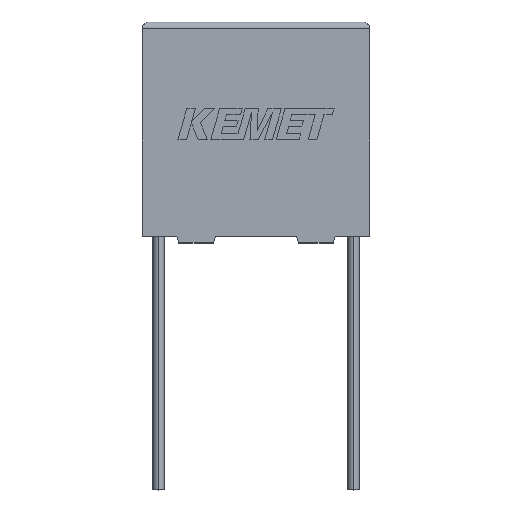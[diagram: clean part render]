
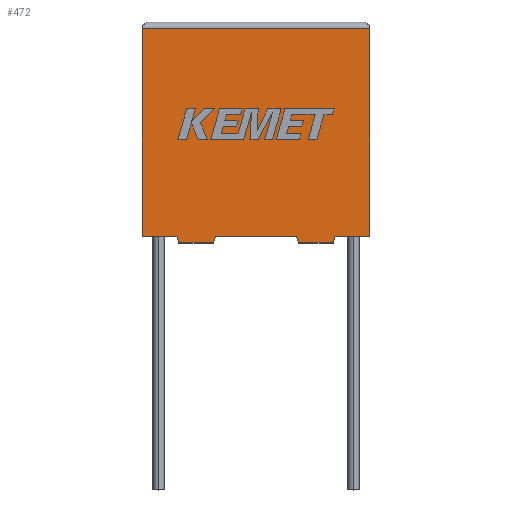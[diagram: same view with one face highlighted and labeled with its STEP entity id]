
A CAD part, top view. The second image highlights one B-rep face of the part: STEP entity #472.
In plain terms, the highlighted planar face has unit normal (0, 0, 1).
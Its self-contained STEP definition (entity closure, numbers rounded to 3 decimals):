
#30 = ORIENTED_EDGE ( 'NONE', *, *, #2275, .T. ) ;
#49 = VECTOR ( 'NONE', #1111, 1000. ) ;
#80 = CARTESIAN_POINT ( 'NONE',  ( 17.5, 16., 9. ) ) ;
#104 = ORIENTED_EDGE ( 'NONE', *, *, #2685, .T. ) ;
#128 = CARTESIAN_POINT ( 'NONE',  ( 5.478, -0.5, 9. ) ) ;
#150 = CARTESIAN_POINT ( 'NONE',  ( 2.8, -0.5, 9. ) ) ;
#194 = LINE ( 'NONE', #2189, #720 ) ;
#215 = DIRECTION ( 'NONE',  ( -1., 0., 0. ) ) ;
#218 = LINE ( 'NONE', #2688, #423 ) ;
#276 = LINE ( 'NONE', #150, #2735 ) ;
#311 = FACE_OUTER_BOUND ( 'NONE', #2847, .T. ) ;
#328 = EDGE_CURVE ( 'NONE', #1521, #3015, #276, .T. ) ;
#340 = VERTEX_POINT ( 'NONE', #2150 ) ;
#374 = EDGE_CURVE ( 'NONE', #510, #898, #587, .T. ) ;
#423 = VECTOR ( 'NONE', #1209, 1000. ) ;
#472 = ADVANCED_FACE ( 'NONE', ( #311 ), #3195, .F. ) ;
#474 = VERTEX_POINT ( 'NONE', #3244 ) ;
#510 = VERTEX_POINT ( 'NONE', #1516 ) ;
#526 = CARTESIAN_POINT ( 'NONE',  ( 0., 0., 9. ) ) ;
#542 = CARTESIAN_POINT ( 'NONE',  ( 0., 16., 9. ) ) ;
#570 = ORIENTED_EDGE ( 'NONE', *, *, #910, .T. ) ;
#587 = LINE ( 'NONE', #2411, #759 ) ;
#634 = EDGE_CURVE ( 'NONE', #3015, #340, #2769, .T. ) ;
#704 = VERTEX_POINT ( 'NONE', #80 ) ;
#720 = VECTOR ( 'NONE', #2652, 1000. ) ;
#759 = VECTOR ( 'NONE', #2133, 1000. ) ;
#895 = VECTOR ( 'NONE', #1546, 1000. ) ;
#898 = VERTEX_POINT ( 'NONE', #1200 ) ;
#910 = EDGE_CURVE ( 'NONE', #340, #1602, #2630, .T. ) ;
#1004 = CARTESIAN_POINT ( 'NONE',  ( 5.478, -0.5, 9. ) ) ;
#1081 = DIRECTION ( 'NONE',  ( 1., 0., 0. ) ) ;
#1111 = DIRECTION ( 'NONE',  ( 0., 1., 0. ) ) ;
#1200 = CARTESIAN_POINT ( 'NONE',  ( 14.7, -0.5, 9. ) ) ;
#1209 = DIRECTION ( 'NONE',  ( -1., 0., 0. ) ) ;
#1224 = ORIENTED_EDGE ( 'NONE', *, *, #634, .T. ) ;
#1249 = CARTESIAN_POINT ( 'NONE',  ( 12.023, -0.5, 9. ) ) ;
#1314 = LINE ( 'NONE', #2838, #2404 ) ;
#1330 = VECTOR ( 'NONE', #2781, 1000. ) ;
#1346 = DIRECTION ( 'NONE',  ( 1., 0., 0. ) ) ;
#1368 = ORIENTED_EDGE ( 'NONE', *, *, #2565, .F. ) ;
#1400 = ORIENTED_EDGE ( 'NONE', *, *, #1695, .T. ) ;
#1466 = ORIENTED_EDGE ( 'NONE', *, *, #2413, .T. ) ;
#1489 = LINE ( 'NONE', #3116, #49 ) ;
#1516 = CARTESIAN_POINT ( 'NONE',  ( 14.85, 0., 9. ) ) ;
#1521 = VERTEX_POINT ( 'NONE', #3145 ) ;
#1546 = DIRECTION ( 'NONE',  ( 0.287, -0.958, 0. ) ) ;
#1602 = VERTEX_POINT ( 'NONE', #2073 ) ;
#1657 = VECTOR ( 'NONE', #1081, 1000. ) ;
#1691 = CARTESIAN_POINT ( 'NONE',  ( 0., 0., 9. ) ) ;
#1695 = EDGE_CURVE ( 'NONE', #2770, #2220, #194, .T. ) ;
#1737 = CARTESIAN_POINT ( 'NONE',  ( 0., 16., 9. ) ) ;
#1769 = ORIENTED_EDGE ( 'NONE', *, *, #328, .T. ) ;
#1803 = DIRECTION ( 'NONE',  ( 1., 0., 0. ) ) ;
#1812 = LINE ( 'NONE', #1249, #1330 ) ;
#1875 = DIRECTION ( 'NONE',  ( 1., 0., 0. ) ) ;
#1880 = CARTESIAN_POINT ( 'NONE',  ( 12.023, -0.5, 9. ) ) ;
#1964 = ORIENTED_EDGE ( 'NONE', *, *, #3247, .F. ) ;
#2040 = LINE ( 'NONE', #1737, #2729 ) ;
#2073 = CARTESIAN_POINT ( 'NONE',  ( 11.873, 0., 9. ) ) ;
#2086 = VERTEX_POINT ( 'NONE', #1880 ) ;
#2133 = DIRECTION ( 'NONE',  ( -0.287, -0.958, 0. ) ) ;
#2135 = ORIENTED_EDGE ( 'NONE', *, *, #2830, .T. ) ;
#2150 = CARTESIAN_POINT ( 'NONE',  ( 5.628, 0., 9. ) ) ;
#2189 = CARTESIAN_POINT ( 'NONE',  ( 0., 0., 9. ) ) ;
#2220 = VERTEX_POINT ( 'NONE', #1691 ) ;
#2247 = DIRECTION ( 'NONE',  ( 0.287, 0.958, 0. ) ) ;
#2275 = EDGE_CURVE ( 'NONE', #2220, #2828, #2379, .T. ) ;
#2310 = LINE ( 'NONE', #2758, #895 ) ;
#2368 = CARTESIAN_POINT ( 'NONE',  ( 0., 0., 9. ) ) ;
#2379 = LINE ( 'NONE', #2368, #1657 ) ;
#2391 = EDGE_CURVE ( 'NONE', #474, #704, #1489, .T. ) ;
#2404 = VECTOR ( 'NONE', #1346, 1000. ) ;
#2411 = CARTESIAN_POINT ( 'NONE',  ( 14.85, 0., 9. ) ) ;
#2413 = EDGE_CURVE ( 'NONE', #510, #474, #1314, .T. ) ;
#2506 = AXIS2_PLACEMENT_3D ( 'NONE', #2718, #2751, #215 ) ;
#2535 = CARTESIAN_POINT ( 'NONE',  ( 2.65, 0., 9. ) ) ;
#2565 = EDGE_CURVE ( 'NONE', #2086, #1602, #1812, .T. ) ;
#2583 = VECTOR ( 'NONE', #2247, 1000. ) ;
#2630 = LINE ( 'NONE', #526, #3095 ) ;
#2652 = DIRECTION ( 'NONE',  ( 0., -1., 0. ) ) ;
#2685 = EDGE_CURVE ( 'NONE', #704, #2770, #2040, .T. ) ;
#2688 = CARTESIAN_POINT ( 'NONE',  ( 14.7, -0.5, 9. ) ) ;
#2708 = ORIENTED_EDGE ( 'NONE', *, *, #2391, .T. ) ;
#2718 = CARTESIAN_POINT ( 'NONE',  ( 0., 0., 9. ) ) ;
#2729 = VECTOR ( 'NONE', #3230, 1000. ) ;
#2735 = VECTOR ( 'NONE', #1875, 1000. ) ;
#2751 = DIRECTION ( 'NONE',  ( 0., 0., -1. ) ) ;
#2758 = CARTESIAN_POINT ( 'NONE',  ( 2.65, 0., 9. ) ) ;
#2769 = LINE ( 'NONE', #1004, #2583 ) ;
#2770 = VERTEX_POINT ( 'NONE', #542 ) ;
#2781 = DIRECTION ( 'NONE',  ( -0.287, 0.958, 0. ) ) ;
#2828 = VERTEX_POINT ( 'NONE', #2535 ) ;
#2830 = EDGE_CURVE ( 'NONE', #2828, #1521, #2310, .T. ) ;
#2838 = CARTESIAN_POINT ( 'NONE',  ( 0., 0., 9. ) ) ;
#2847 = EDGE_LOOP ( 'NONE', ( #2708, #104, #1400, #30, #2135, #1769, #1224, #570, #1368, #1964, #2987, #1466 ) ) ;
#2987 = ORIENTED_EDGE ( 'NONE', *, *, #374, .F. ) ;
#3015 = VERTEX_POINT ( 'NONE', #128 ) ;
#3095 = VECTOR ( 'NONE', #1803, 1000. ) ;
#3116 = CARTESIAN_POINT ( 'NONE',  ( 17.5, 0., 9. ) ) ;
#3145 = CARTESIAN_POINT ( 'NONE',  ( 2.8, -0.5, 9. ) ) ;
#3195 = PLANE ( 'NONE',  #2506 ) ;
#3230 = DIRECTION ( 'NONE',  ( -1., 0., 0. ) ) ;
#3244 = CARTESIAN_POINT ( 'NONE',  ( 17.5, 0., 9. ) ) ;
#3247 = EDGE_CURVE ( 'NONE', #898, #2086, #218, .T. ) ;
